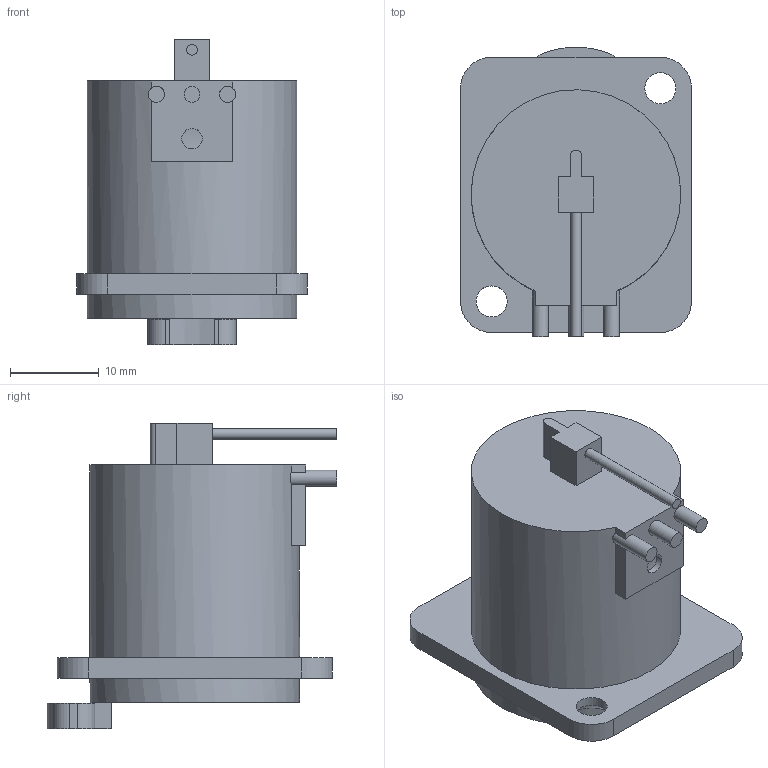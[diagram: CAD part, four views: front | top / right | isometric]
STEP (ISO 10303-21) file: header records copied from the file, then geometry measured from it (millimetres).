
FILE_DESCRIPTION(/* description */ (''),/* implementation_level */ '2;1');
FILE_NAME(/* name */ 'Untitled v2.step',/* time_stamp */ '2017-12-28T17:15:11-07:00',/* author */ ('elojewsk'),/* organization */ (''),/* preprocessor_version */ 'ST-DEVELOPER v16.13',/* originating_system */ 'Autodesk Translation Framework v6.5.0.72',/* authorisation */ '');
FILE_SCHEMA (('AUTOMOTIVE_DESIGN { 1 0 10303 214 3 1 1 }'));
Length unit declared in the file: millimetre
Products named in the file (1): Untitled
Bounding box: 26 x 32.62 x 34.4 mm (x, y, z)
Volume: 11329.8 mm3; surface area: 5861.2 mm2
Topology: 1 solids, 1 shells, 89 faces, 237 edges, 160 vertices
Faces by surface type: plane 57, cylinder 30, cone 2
Full cylindrical faces by diameter (mm): 1.2 x1, 1.8 x3, 2.3 x1, 2.5 x3, 3.5 x2, 15.85 x1, 23.6 x2
Entity records: 2936 total; most frequent: CARTESIAN_POINT 548, DIRECTION 493, ORIENTED_EDGE 474, EDGE_CURVE 237, AXIS2_PLACEMENT_3D 170, VERTEX_POINT 160, LINE 153, VECTOR 153
